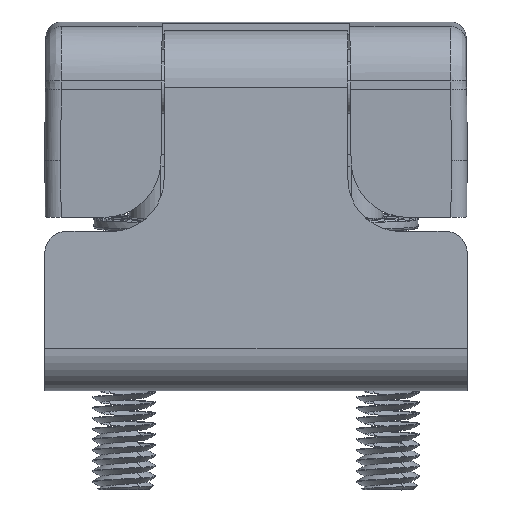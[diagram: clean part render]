
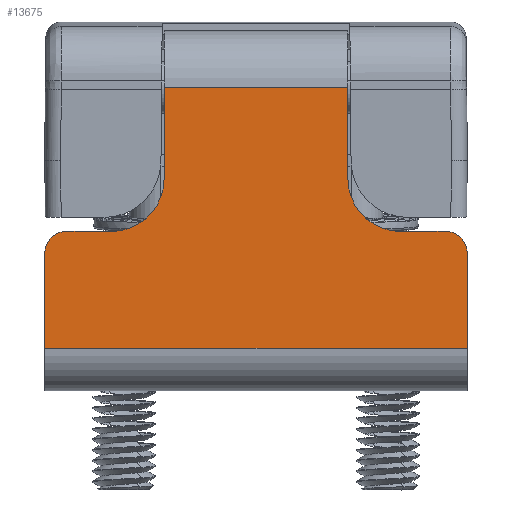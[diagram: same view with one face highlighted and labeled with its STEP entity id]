
A CAD part, left-side view. The second image highlights one B-rep face of the part: STEP entity #13675.
In plain terms, the highlighted planar face has unit normal (-1, 0, 0).
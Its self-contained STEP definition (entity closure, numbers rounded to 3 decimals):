
#114 = DIRECTION ( 'NONE',  ( 0., 0., 1. ) ) ;
#274 = CARTESIAN_POINT ( 'NONE',  ( 16.716, 9.834, 8.143 ) ) ;
#277 = CARTESIAN_POINT ( 'NONE',  ( 16.716, -12.566, -0.507 ) ) ;
#458 = CARTESIAN_POINT ( 'NONE',  ( 16.716, 14.834, -5.507 ) ) ;
#729 = VERTEX_POINT ( 'NONE', #10658 ) ;
#857 = EDGE_CURVE ( 'NONE', #10412, #23597, #8593, .T. ) ;
#1292 = VECTOR ( 'NONE', #17847, 1000. ) ;
#1341 = CIRCLE ( 'NONE', #21993, 5. ) ;
#1378 = ORIENTED_EDGE ( 'NONE', *, *, #20898, .F. ) ;
#1508 = VERTEX_POINT ( 'NONE', #33639 ) ;
#1816 = LINE ( 'NONE', #22137, #24957 ) ;
#2323 = DIRECTION ( 'NONE',  ( 0., 0., -1. ) ) ;
#3084 = CIRCLE ( 'NONE', #10766, 2. ) ;
#3403 = ORIENTED_EDGE ( 'NONE', *, *, #32782, .F. ) ;
#3870 = VERTEX_POINT ( 'NONE', #458 ) ;
#4049 = CARTESIAN_POINT ( 'NONE',  ( 16.716, 21.134, -16.587 ) ) ;
#4054 = VERTEX_POINT ( 'NONE', #21681 ) ;
#4819 = AXIS2_PLACEMENT_3D ( 'NONE', #35451, #6990, #7540 ) ;
#5483 = VECTOR ( 'NONE', #13790, 1000. ) ;
#6848 = EDGE_LOOP ( 'NONE', ( #18490, #20867, #16491, #20009, #23710, #3403, #1378, #17010, #24250, #22983, #7930, #35270 ) ) ;
#6990 = DIRECTION ( 'NONE',  ( 1., 0., 0. ) ) ;
#7540 = DIRECTION ( 'NONE',  ( 0., 0., 1. ) ) ;
#7903 = VECTOR ( 'NONE', #114, 1000. ) ;
#7930 = ORIENTED_EDGE ( 'NONE', *, *, #12018, .T. ) ;
#7937 = DIRECTION ( 'NONE',  ( 1., 0., 0. ) ) ;
#8593 = LINE ( 'NONE', #14895, #1292 ) ;
#8703 = PLANE ( 'NONE',  #13144 ) ;
#10048 = CARTESIAN_POINT ( 'NONE',  ( 16.716, -1.766, 8.143 ) ) ;
#10412 = VERTEX_POINT ( 'NONE', #19991 ) ;
#10587 = LINE ( 'NONE', #27571, #20467 ) ;
#10658 = CARTESIAN_POINT ( 'NONE',  ( 16.716, 19.134, -5.507 ) ) ;
#10766 = AXIS2_PLACEMENT_3D ( 'NONE', #30118, #7937, #19226 ) ;
#11030 = LINE ( 'NONE', #11573, #7903 ) ;
#11573 = CARTESIAN_POINT ( 'NONE',  ( 16.716, -7.566, -19.507 ) ) ;
#12018 = EDGE_CURVE ( 'NONE', #18105, #22364, #1816, .T. ) ;
#12739 = CARTESIAN_POINT ( 'NONE',  ( 16.716, -5.532, -16.587 ) ) ;
#12925 = CARTESIAN_POINT ( 'NONE',  ( 16.716, -12.566, -5.507 ) ) ;
#13082 = CIRCLE ( 'NONE', #4819, 2. ) ;
#13144 = AXIS2_PLACEMENT_3D ( 'NONE', #14091, #25526, #30895 ) ;
#13158 = CARTESIAN_POINT ( 'NONE',  ( 16.716, 21.134, -16.587 ) ) ;
#13463 = DIRECTION ( 'NONE',  ( 0., 0., -1. ) ) ;
#13675 = ADVANCED_FACE ( 'NONE', ( #14269 ), #8703, .T. ) ;
#13741 = DIRECTION ( 'NONE',  ( 0., 0., 1. ) ) ;
#13790 = DIRECTION ( 'NONE',  ( 0., 1., 0. ) ) ;
#14091 = CARTESIAN_POINT ( 'NONE',  ( 16.716, -18.866, -19.507 ) ) ;
#14149 = DIRECTION ( 'NONE',  ( 1., 0., 0. ) ) ;
#14269 = FACE_OUTER_BOUND ( 'NONE', #6848, .T. ) ;
#14739 = B_SPLINE_CURVE_WITH_KNOTS ( 'NONE', 3,
 ( #18104, #12739, #29356, #4049 ),
 .UNSPECIFIED., .F., .F.,
 ( 4, 4 ),
 ( 0., 1. ),
 .UNSPECIFIED. ) ;
#14895 = CARTESIAN_POINT ( 'NONE',  ( 16.716, -18.866, -19.507 ) ) ;
#15019 = CARTESIAN_POINT ( 'NONE',  ( 16.716, 14.834, -0.507 ) ) ;
#15197 = DIRECTION ( 'NONE',  ( 1., 0., 0. ) ) ;
#15423 = CARTESIAN_POINT ( 'NONE',  ( 16.716, -7.566, 8.143 ) ) ;
#16491 = ORIENTED_EDGE ( 'NONE', *, *, #30632, .T. ) ;
#17010 = ORIENTED_EDGE ( 'NONE', *, *, #29467, .T. ) ;
#17291 = CIRCLE ( 'NONE', #33772, 5. ) ;
#17810 = VECTOR ( 'NONE', #21420, 1000. ) ;
#17847 = DIRECTION ( 'NONE',  ( 0., 0., 1. ) ) ;
#18104 = CARTESIAN_POINT ( 'NONE',  ( 16.716, -18.866, -16.587 ) ) ;
#18105 = VERTEX_POINT ( 'NONE', #32651 ) ;
#18431 = EDGE_CURVE ( 'NONE', #28068, #30436, #11030, .T. ) ;
#18490 = ORIENTED_EDGE ( 'NONE', *, *, #857, .T. ) ;
#18832 = LINE ( 'NONE', #30087, #17810 ) ;
#19226 = DIRECTION ( 'NONE',  ( 0., 0., -1. ) ) ;
#19991 = CARTESIAN_POINT ( 'NONE',  ( 16.716, -18.866, -16.587 ) ) ;
#20009 = ORIENTED_EDGE ( 'NONE', *, *, #28813, .T. ) ;
#20467 = VECTOR ( 'NONE', #13741, 1000. ) ;
#20867 = ORIENTED_EDGE ( 'NONE', *, *, #30630, .F. ) ;
#20898 = EDGE_CURVE ( 'NONE', #31326, #4054, #10587, .T. ) ;
#21135 = CARTESIAN_POINT ( 'NONE',  ( 16.716, 4.034, 8.143 ) ) ;
#21420 = DIRECTION ( 'NONE',  ( 0., 1., 0. ) ) ;
#21681 = CARTESIAN_POINT ( 'NONE',  ( 16.716, 9.834, 8.143 ) ) ;
#21993 = AXIS2_PLACEMENT_3D ( 'NONE', #15019, #15197, #31625 ) ;
#22137 = CARTESIAN_POINT ( 'NONE',  ( 16.716, 21.134, -19.507 ) ) ;
#22364 = VERTEX_POINT ( 'NONE', #13158 ) ;
#22983 = ORIENTED_EDGE ( 'NONE', *, *, #26230, .F. ) ;
#23597 = VERTEX_POINT ( 'NONE', #33466 ) ;
#23710 = ORIENTED_EDGE ( 'NONE', *, *, #18431, .T. ) ;
#24250 = ORIENTED_EDGE ( 'NONE', *, *, #28807, .T. ) ;
#24957 = VECTOR ( 'NONE', #13463, 1000. ) ;
#25526 = DIRECTION ( 'NONE',  ( -1., 0., 0. ) ) ;
#26230 = EDGE_CURVE ( 'NONE', #18105, #729, #3084, .T. ) ;
#27571 = CARTESIAN_POINT ( 'NONE',  ( 16.716, 9.834, -1.007 ) ) ;
#28068 = VERTEX_POINT ( 'NONE', #29981 ) ;
#28807 = EDGE_CURVE ( 'NONE', #3870, #729, #31307, .T. ) ;
#28813 = EDGE_CURVE ( 'NONE', #30654, #28068, #17291, .T. ) ;
#29185 = CARTESIAN_POINT ( 'NONE',  ( 16.716, -7.566, 8.143 ) ) ;
#29356 = CARTESIAN_POINT ( 'NONE',  ( 16.716, 7.801, -16.587 ) ) ;
#29467 = EDGE_CURVE ( 'NONE', #31326, #3870, #1341, .T. ) ;
#29981 = CARTESIAN_POINT ( 'NONE',  ( 16.716, -7.566, -0.507 ) ) ;
#30087 = CARTESIAN_POINT ( 'NONE',  ( 16.716, -18.866, -5.507 ) ) ;
#30118 = CARTESIAN_POINT ( 'NONE',  ( 16.716, 19.134, -7.507 ) ) ;
#30436 = VERTEX_POINT ( 'NONE', #29185 ) ;
#30630 = EDGE_CURVE ( 'NONE', #1508, #23597, #13082, .T. ) ;
#30632 = EDGE_CURVE ( 'NONE', #1508, #30654, #18832, .T. ) ;
#30654 = VERTEX_POINT ( 'NONE', #12925 ) ;
#30895 = DIRECTION ( 'NONE',  ( 0., 0., 1. ) ) ;
#30953 = CARTESIAN_POINT ( 'NONE',  ( 16.716, -18.866, -5.507 ) ) ;
#31307 = LINE ( 'NONE', #30953, #5483 ) ;
#31326 = VERTEX_POINT ( 'NONE', #33992 ) ;
#31625 = DIRECTION ( 'NONE',  ( 0., 0., -1. ) ) ;
#32651 = CARTESIAN_POINT ( 'NONE',  ( 16.716, 21.134, -7.507 ) ) ;
#32782 = EDGE_CURVE ( 'NONE', #4054, #30436, #35860, .T. ) ;
#33233 = EDGE_CURVE ( 'NONE', #10412, #22364, #14739, .T. ) ;
#33466 = CARTESIAN_POINT ( 'NONE',  ( 16.716, -18.866, -7.507 ) ) ;
#33639 = CARTESIAN_POINT ( 'NONE',  ( 16.716, -16.866, -5.507 ) ) ;
#33772 = AXIS2_PLACEMENT_3D ( 'NONE', #277, #14149, #2323 ) ;
#33992 = CARTESIAN_POINT ( 'NONE',  ( 16.716, 9.834, -0.507 ) ) ;
#35270 = ORIENTED_EDGE ( 'NONE', *, *, #33233, .F. ) ;
#35451 = CARTESIAN_POINT ( 'NONE',  ( 16.716, -16.866, -7.507 ) ) ;
#35860 = B_SPLINE_CURVE_WITH_KNOTS ( 'NONE', 3,
 ( #274, #21135, #10048, #15423 ),
 .UNSPECIFIED., .F., .F.,
 ( 4, 4 ),
 ( 0., 1. ),
 .UNSPECIFIED. ) ;
